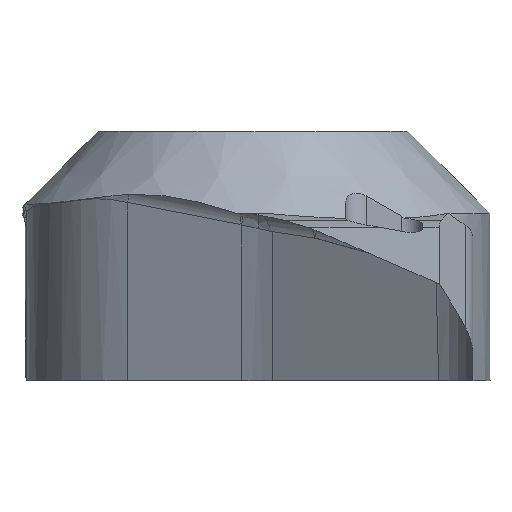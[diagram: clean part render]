
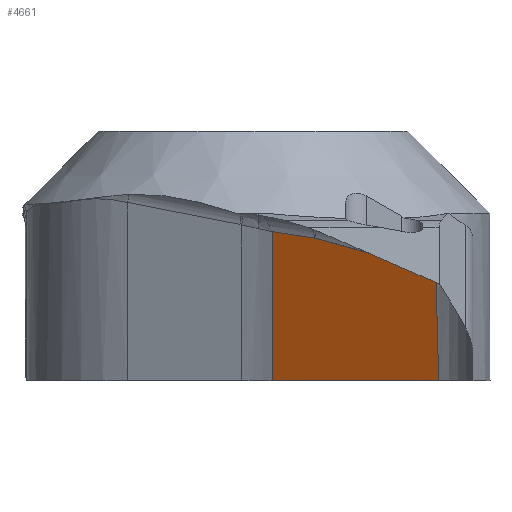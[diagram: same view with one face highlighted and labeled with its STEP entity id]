
A CAD part, front view. The second image highlights one B-rep face of the part: STEP entity #4661.
In plain terms, the highlighted planar face has unit normal (-0.589, -0.808, 0).
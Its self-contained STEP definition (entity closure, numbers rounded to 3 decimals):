
#3574=CARTESIAN_POINT('',(128.017,-47.88,-17.526));
#3575=VERTEX_POINT('',#3574);
#3583=CARTESIAN_POINT('',(112.118,-36.291,-17.526));
#3584=VERTEX_POINT('',#3583);
#3585=CARTESIAN_POINT('',(128.017,-47.88,-17.526));
#3586=DIRECTION('',(-0.808,0.589,0.));
#3587=VECTOR('',#3586,19.675);
#3588=LINE('',#3585,#3587);
#3589=EDGE_CURVE('',#3575,#3584,#3588,.T.);
#3894=CARTESIAN_POINT('',(121.322,-43.,-5.316));
#3895=VERTEX_POINT('',#3894);
#3903=CARTESIAN_POINT('',(127.775,-47.704,-8.135));
#3904=VERTEX_POINT('',#3903);
#3905=CARTESIAN_POINT('',(121.322,-43.,-5.316));
#3906=DIRECTION('',(0.762,-0.555,-0.333));
#3907=VECTOR('',#3906,8.469);
#3908=LINE('',#3905,#3907);
#3909=EDGE_CURVE('',#3895,#3904,#3908,.T.);
#4193=CARTESIAN_POINT('',(112.118,-36.291,-3.274));
#4194=VERTEX_POINT('',#4193);
#4626=CARTESIAN_POINT('',(122.676,-43.987,7.406));
#4627=DIRECTION('',(0.589,0.808,0.));
#4628=DIRECTION('',(-0.808,0.589,0.));
#4629=AXIS2_PLACEMENT_3D('',#4626,#4627,#4628);
#4630=PLANE('',#4629);
#4631=CARTESIAN_POINT('',(116.238,-39.294,-3.904));
#4632=VERTEX_POINT('',#4631);
#4633=CARTESIAN_POINT('',(116.238,-39.294,-3.904));
#4634=DIRECTION('',(0.788,-0.575,-0.219));
#4635=VECTOR('',#4634,6.447);
#4636=LINE('',#4633,#4635);
#4637=EDGE_CURVE('',#4632,#3895,#4636,.T.);
#4638=ORIENTED_EDGE('',*,*,#4637,.F.);
#4639=CARTESIAN_POINT('',(112.118,-36.291,-3.274));
#4640=DIRECTION('',(0.802,-0.585,-0.123));
#4641=VECTOR('',#4640,5.137);
#4642=LINE('',#4639,#4641);
#4643=EDGE_CURVE('',#4194,#4632,#4642,.T.);
#4644=ORIENTED_EDGE('',*,*,#4643,.F.);
#4645=CARTESIAN_POINT('',(112.118,-36.291,-17.526));
#4646=DIRECTION('',(0.,0.,1.));
#4647=VECTOR('',#4646,14.252);
#4648=LINE('',#4645,#4647);
#4649=EDGE_CURVE('',#3584,#4194,#4648,.T.);
#4650=ORIENTED_EDGE('',*,*,#4649,.F.);
#4651=ORIENTED_EDGE('',*,*,#3589,.F.);
#4652=CARTESIAN_POINT('',(127.775,-47.704,-8.135));
#4653=DIRECTION('',(0.026,-0.019,-0.999));
#4654=VECTOR('',#4653,9.396);
#4655=LINE('',#4652,#4654);
#4656=EDGE_CURVE('',#3904,#3575,#4655,.T.);
#4657=ORIENTED_EDGE('',*,*,#4656,.F.);
#4658=ORIENTED_EDGE('',*,*,#3909,.F.);
#4659=EDGE_LOOP('',(#4638,#4644,#4650,#4651,#4657,#4658));
#4660=FACE_BOUND('',#4659,.T.);
#4661=ADVANCED_FACE('',(#4660),#4630,.F.);
